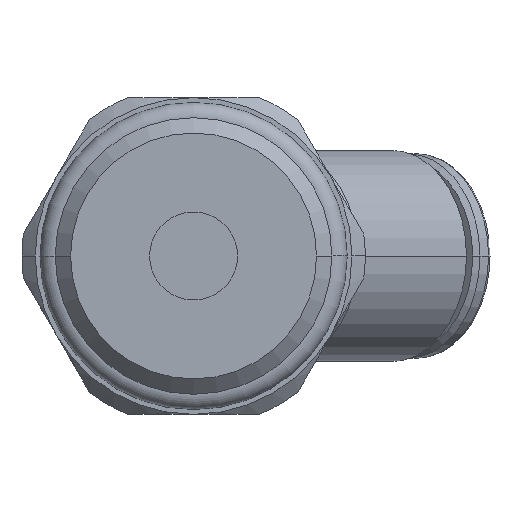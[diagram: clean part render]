
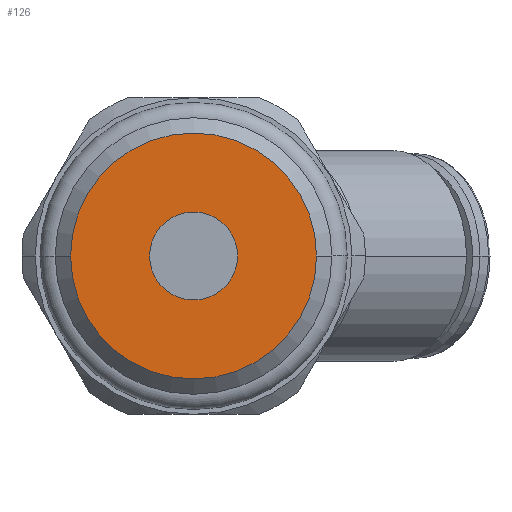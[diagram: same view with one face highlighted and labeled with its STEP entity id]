
A CAD part, front view. The second image highlights one B-rep face of the part: STEP entity #126.
In plain terms, the highlighted planar face has unit normal (0, -1, 0).
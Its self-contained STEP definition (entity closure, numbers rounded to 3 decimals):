
#126=ADVANCED_FACE('',(#295,#296),#297,.T.);
#295=FACE_BOUND('',#465,.T.);
#296=FACE_OUTER_BOUND('',#466,.T.);
#297=PLANE('',#467);
#465=EDGE_LOOP('',(#1080,#1081));
#466=EDGE_LOOP('',(#1082,#1083));
#467=AXIS2_PLACEMENT_3D('',#1084,#1085,#1086);
#1080=ORIENTED_EDGE('',*,*,#1173,.T.);
#1081=ORIENTED_EDGE('',*,*,#1199,.T.);
#1082=ORIENTED_EDGE('',*,*,#1098,.F.);
#1083=ORIENTED_EDGE('',*,*,#1272,.F.);
#1084=CARTESIAN_POINT('',(4.658,-7.0,0.0));
#1085=DIRECTION('',(-0.0,-1.0,-0.0));
#1086=DIRECTION('',(-1.0,0.0,0.0));
#1098=EDGE_CURVE('',#1293,#1295,#1296,.T.);
#1173=EDGE_CURVE('',#1428,#1432,#1434,.T.);
#1199=EDGE_CURVE('',#1432,#1428,#1474,.T.);
#1272=EDGE_CURVE('',#1295,#1293,#1577,.T.);
#1293=VERTEX_POINT('',#1604);
#1295=VERTEX_POINT('',#1607);
#1296=CIRCLE('',#1608,9.316);
#1428=VERTEX_POINT('',#1825);
#1432=VERTEX_POINT('',#1830);
#1434=CIRCLE('',#1833,3.333);
#1474=CIRCLE('',#1876,3.333);
#1577=CIRCLE('',#2226,9.316);
#1604=CARTESIAN_POINT('',(9.316,-7.0,0.0));
#1607=CARTESIAN_POINT('',(-9.316,-7.0,0.));
#1608=AXIS2_PLACEMENT_3D('',#2248,#2249,#2250);
#1825=CARTESIAN_POINT('',(3.333,-7.0,0.0));
#1830=CARTESIAN_POINT('',(-3.333,-7.0,0.));
#1833=AXIS2_PLACEMENT_3D('',#2406,#2407,#2408);
#1876=AXIS2_PLACEMENT_3D('',#2478,#2479,#2480);
#2226=AXIS2_PLACEMENT_3D('',#2614,#2615,#2616);
#2248=CARTESIAN_POINT('',(0.0,-7.0,0.0));
#2249=DIRECTION('',(-0.0,1.0,0.0));
#2250=DIRECTION('',(1.0,0.0,0.0));
#2406=CARTESIAN_POINT('',(0.0,-7.0,0.0));
#2407=DIRECTION('',(-0.0,1.0,0.0));
#2408=DIRECTION('',(1.0,0.0,0.0));
#2478=CARTESIAN_POINT('',(0.0,-7.0,0.0));
#2479=DIRECTION('',(-0.0,1.0,0.0));
#2480=DIRECTION('',(1.0,0.0,0.0));
#2614=CARTESIAN_POINT('',(0.0,-7.0,0.0));
#2615=DIRECTION('',(-0.0,1.0,0.0));
#2616=DIRECTION('',(1.0,0.0,0.0));
